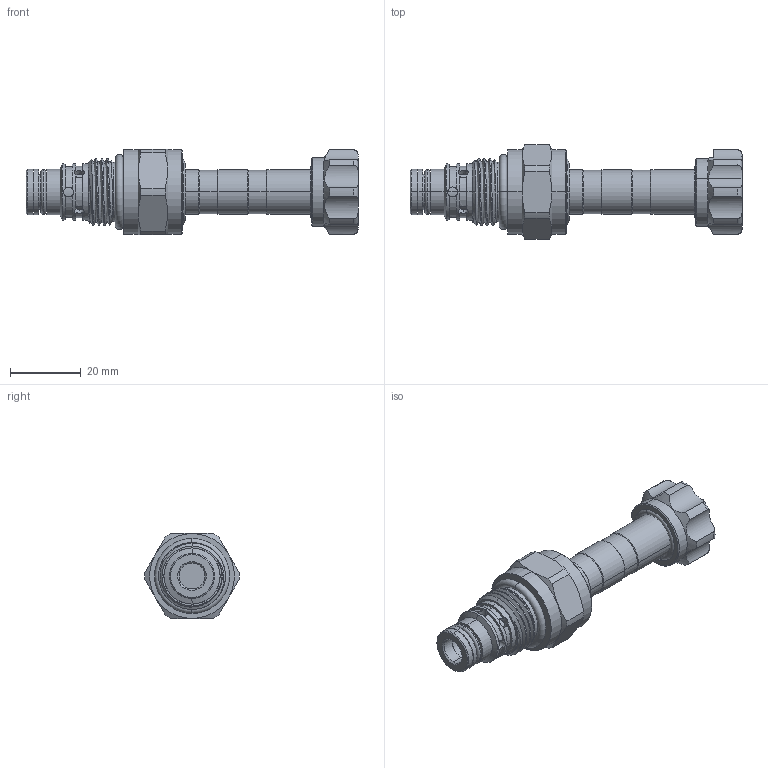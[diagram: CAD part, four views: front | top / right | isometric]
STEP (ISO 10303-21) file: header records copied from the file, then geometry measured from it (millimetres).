
FILE_DESCRIPTION (( 'STEP AP203' ), '1' );
FILE_NAME ('EP08W2A06N05.STEP', '2016-08-12T08:19:50', ( '' ), ( '' ), 'SwSTEP 2.0', 'SolidWorks 2012', '' );
FILE_SCHEMA (( 'CONFIG_CONTROL_DESIGN' ));
Length unit declared in the file: millimetre
Products named in the file (1): EP08W2A06N05
Bounding box: 93.55 x 26.66 x 24 mm (x, y, z)
Volume: 21547.2 mm3; surface area: 8724.5 mm2
Topology: 4 solids, 4 shells, 238 faces, 611 edges, 387 vertices
Faces by surface type: cylinder 131, plane 42, cone 36, torus 24, bspline 5
Entity records: 12825 total; most frequent: CARTESIAN_POINT 7117, ORIENTED_EDGE 1222, DIRECTION 1164, EDGE_CURVE 611, AXIS2_PLACEMENT_3D 487, VERTEX_POINT 387, EDGE_LOOP 254, CIRCLE 253
